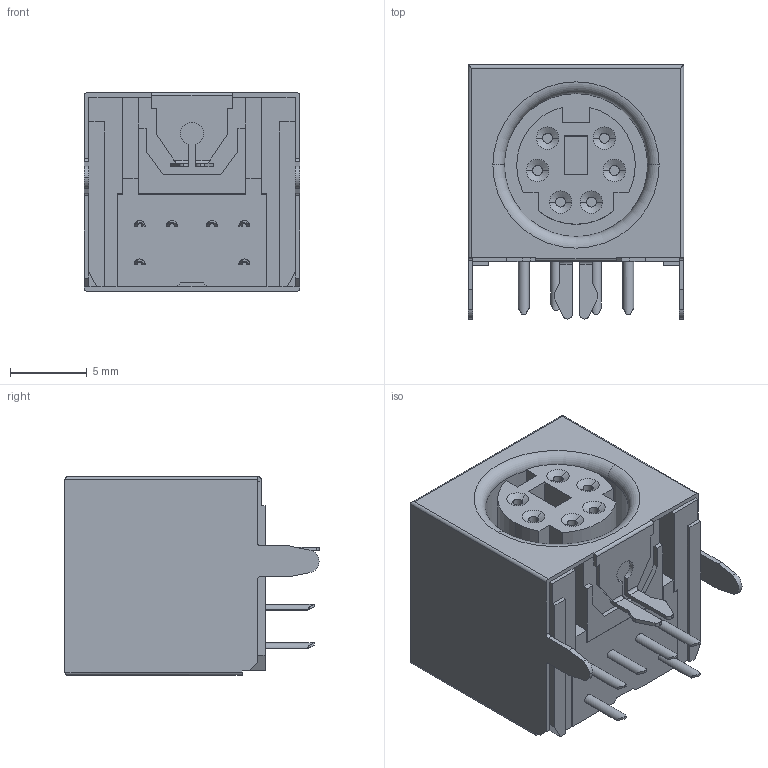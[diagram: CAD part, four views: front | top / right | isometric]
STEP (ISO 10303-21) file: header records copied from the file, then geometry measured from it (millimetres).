
FILE_DESCRIPTION (( 'STEP AP214' ), '1' );
FILE_NAME ('KMDGX-6S-BS_rC3.STEP', '2013-01-17T17:56:35', ( '' ), ( '' ), 'SwSTEP 2.0', 'SolidWorks 2012', '' );
FILE_SCHEMA (( 'AUTOMOTIVE_DESIGN' ));
Length unit declared in the file: millimetre
Products named in the file (1): KMDGX-6S-BS_rC3
Bounding box: 14 x 16.5 x 12.9 mm (x, y, z)
Volume: 2070.3 mm3; surface area: 1845.2 mm2
Topology: 1 solids, 1 shells, 274 faces, 711 edges, 456 vertices
Faces by surface type: plane 195, cylinder 61, cone 12, torus 6
Entity records: 9662 total; most frequent: CARTESIAN_POINT 1514, ORIENTED_EDGE 1422, DIRECTION 1367, EDGE_CURVE 711, LINE 557, VECTOR 557, VERTEX_POINT 456, AXIS2_PLACEMENT_3D 405
